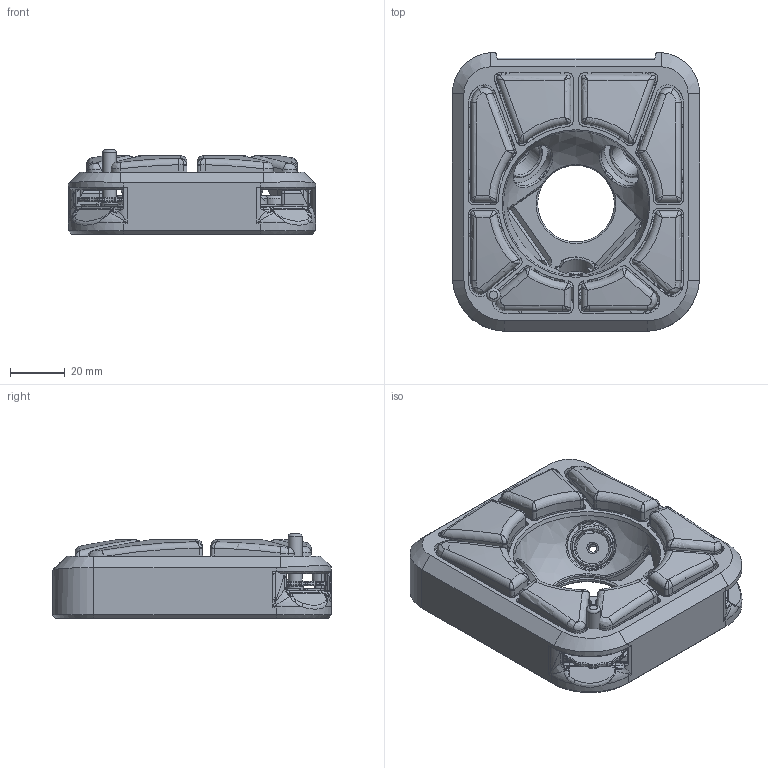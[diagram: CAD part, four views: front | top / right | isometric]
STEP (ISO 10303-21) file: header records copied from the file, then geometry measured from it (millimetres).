
FILE_DESCRIPTION(/* description */ ('STEP AP242','CAx-IF Rec.Pracs.---Representation and Presentation of Product Manufacturing Information (PMI)---4.0---2014-10-13','CAx-IF Rec.Pracs.---3D Tessellated Geometry---0.4---2014-09-14','2;1'),/* implementation_level */ '2;1');
FILE_NAME(/* name */ '68b477788876495e5875ef55',/* time_stamp */ '2025-08-31T16:25:31Z',/* author */ (''),/* organization */ (''),/* preprocessor_version */ 'ST-DEVELOPER v20',/* originating_system */ 'ONSHAPE BY PTC INC, 1.203',/* authorisation */ ' ');
FILE_SCHEMA (('AP242_MANAGED_MODEL_BASED_3D_ENGINEERING_MIM_LF { 1 0 10303 442 1 1 4 }'));
Products named in the file (12): Button 7; Button 8; Button 5; Button 3; Button 1; Button 6; Button 4; Button 2; Wheel; Guide; Bottom (Rexroth); Shell
Bounding box: 90.3 x 101.85 x 30.8 mm (x, y, z)
Volume: 71963.6 mm3; surface area: 66183.2 mm2
Topology: 12 solids, 12 shells, 1813 faces, 4635 edges, 2853 vertices
Faces by surface type: plane 737, cylinder 467, bspline 271, torus 186, cone 128, sphere 24
Full cylindrical faces by diameter (mm): 2.5 x4, 2.95 x1, 3 x3, 3.4 x15, 3.45 x4, 3.5 x1, 4 x6, 4.1 x16, 4.25 x11, 5 x3, 5.98 x1, 8 x1, 12.4 x2, 12.6 x2, 12.72 x3, 17.5 x2, 28 x1
Entity records: 58205 total; most frequent: CARTESIAN_POINT 16525, ORIENTED_EDGE 8832, DIRECTION 8296, EDGE_CURVE 4416, AXIS2_PLACEMENT_3D 3189, VERTEX_POINT 2808, EDGE_LOOP 2062, FACE_BOUND 2062
